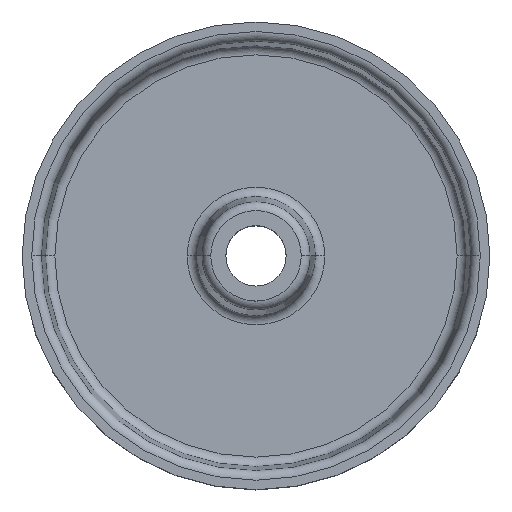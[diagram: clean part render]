
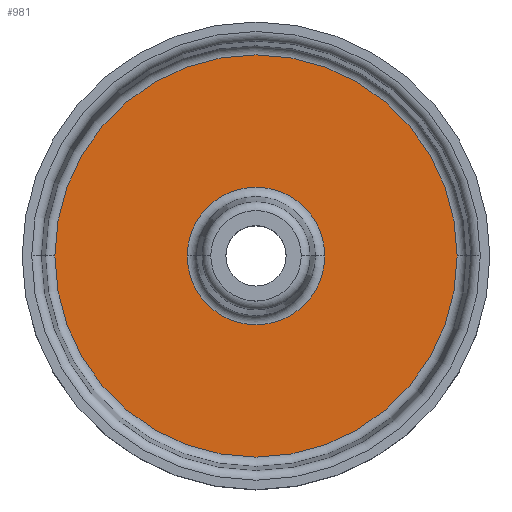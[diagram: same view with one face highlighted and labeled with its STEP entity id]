
A CAD part, top view. The second image highlights one B-rep face of the part: STEP entity #981.
In plain terms, the highlighted planar face has unit normal (0, 0, 1).
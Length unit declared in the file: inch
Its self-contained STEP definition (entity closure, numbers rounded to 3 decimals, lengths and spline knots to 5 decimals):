
#67 = DIRECTION ( 'NONE',  ( 1., 0., 0. ) ) ;
#70 = DIRECTION ( 'NONE',  ( 0., 0., 1. ) ) ;
#86 = ORIENTED_EDGE ( 'NONE', *, *, #546, .T. ) ;
#90 = CIRCLE ( 'NONE', #898, 0.28501 ) ;
#96 = CARTESIAN_POINT ( 'NONE',  ( 0.28501, 0., 0.03937 ) ) ;
#114 = PLANE ( 'NONE',  #840 ) ;
#121 = CARTESIAN_POINT ( 'NONE',  ( 0., 0., 0.03937 ) ) ;
#158 = AXIS2_PLACEMENT_3D ( 'NONE', #1083, #70, #352 ) ;
#180 = VERTEX_POINT ( 'NONE', #596 ) ;
#298 = CARTESIAN_POINT ( 'NONE',  ( 0., 0., 0.03937 ) ) ;
#352 = DIRECTION ( 'NONE',  ( 1., 0., 0. ) ) ;
#359 = CARTESIAN_POINT ( 'NONE',  ( 0., 0., 0.03937 ) ) ;
#361 = CIRCLE ( 'NONE', #158, 0.83318 ) ;
#396 = ORIENTED_EDGE ( 'NONE', *, *, #1034, .T. ) ;
#403 = DIRECTION ( 'NONE',  ( 1., 0., 0. ) ) ;
#446 = CARTESIAN_POINT ( 'NONE',  ( -0.83318, 0., 0.03937 ) ) ;
#512 = EDGE_CURVE ( 'NONE', #685, #914, #90, .T. ) ;
#513 = DIRECTION ( 'NONE',  ( 1., 0., 0. ) ) ;
#545 = FACE_BOUND ( 'NONE', #1258, .T. ) ;
#546 = EDGE_CURVE ( 'NONE', #968, #180, #361, .T. ) ;
#596 = CARTESIAN_POINT ( 'NONE',  ( 0.83318, 0., 0.03937 ) ) ;
#685 = VERTEX_POINT ( 'NONE', #96 ) ;
#688 = CIRCLE ( 'NONE', #1255, 0.83318 ) ;
#703 = DIRECTION ( 'NONE',  ( 0., 0., -1. ) ) ;
#744 = EDGE_CURVE ( 'NONE', #914, #685, #900, .T. ) ;
#826 = CARTESIAN_POINT ( 'NONE',  ( 0., 0.28501, 0.03937 ) ) ;
#840 = AXIS2_PLACEMENT_3D ( 'NONE', #826, #703, #1036 ) ;
#847 = CARTESIAN_POINT ( 'NONE',  ( -0.28501, 0., 0.03937 ) ) ;
#898 = AXIS2_PLACEMENT_3D ( 'NONE', #359, #1173, #67 ) ;
#899 = FACE_OUTER_BOUND ( 'NONE', #1103, .T. ) ;
#900 = CIRCLE ( 'NONE', #1246, 0.28501 ) ;
#914 = VERTEX_POINT ( 'NONE', #847 ) ;
#968 = VERTEX_POINT ( 'NONE', #446 ) ;
#981 = ADVANCED_FACE ( 'NONE', ( #545, #899 ), #114, .F. ) ;
#1008 = ORIENTED_EDGE ( 'NONE', *, *, #512, .F. ) ;
#1022 = ORIENTED_EDGE ( 'NONE', *, *, #744, .F. ) ;
#1031 = DIRECTION ( 'NONE',  ( 0., 0., 1. ) ) ;
#1034 = EDGE_CURVE ( 'NONE', #180, #968, #688, .T. ) ;
#1036 = DIRECTION ( 'NONE',  ( -1., 0., 0. ) ) ;
#1083 = CARTESIAN_POINT ( 'NONE',  ( 0., 0., 0.03937 ) ) ;
#1103 = EDGE_LOOP ( 'NONE', ( #396, #86 ) ) ;
#1125 = DIRECTION ( 'NONE',  ( 0., 0., 1. ) ) ;
#1173 = DIRECTION ( 'NONE',  ( 0., 0., 1. ) ) ;
#1246 = AXIS2_PLACEMENT_3D ( 'NONE', #121, #1031, #403 ) ;
#1255 = AXIS2_PLACEMENT_3D ( 'NONE', #298, #1125, #513 ) ;
#1258 = EDGE_LOOP ( 'NONE', ( #1008, #1022 ) ) ;
